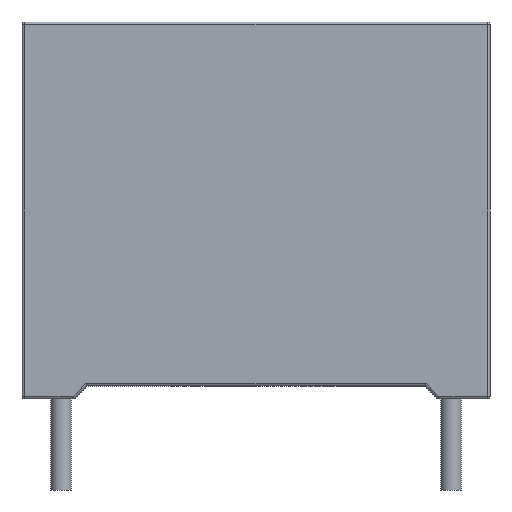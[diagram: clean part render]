
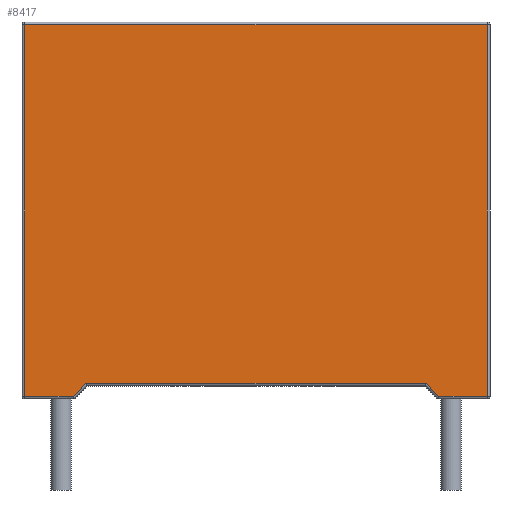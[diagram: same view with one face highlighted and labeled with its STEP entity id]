
A CAD part, front view. The second image highlights one B-rep face of the part: STEP entity #8417.
In plain terms, the highlighted planar face has unit normal (0, -1, 0).
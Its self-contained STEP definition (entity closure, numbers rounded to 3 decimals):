
#148 = CARTESIAN_POINT ( 'NONE',  ( -8.9, 0., 0. ) ) ;
#156 = EDGE_CURVE ( 'NONE', #5361, #9403, #3593, .T. ) ;
#175 = AXIS2_PLACEMENT_3D ( 'NONE', #2955, #10097, #7059 ) ;
#448 = ORIENTED_EDGE ( 'NONE', *, *, #3146, .T. ) ;
#741 = EDGE_CURVE ( 'NONE', #9067, #4008, #13096, .T. ) ;
#1522 = DIRECTION ( 'NONE',  ( -1., 0., 0. ) ) ;
#1906 = VERTEX_POINT ( 'NONE', #8436 ) ;
#1946 = VECTOR ( 'NONE', #2947, 1000. ) ;
#2437 = CARTESIAN_POINT ( 'NONE',  ( 0., 0., -6.65 ) ) ;
#2480 = EDGE_LOOP ( 'NONE', ( #5241, #4715, #9590, #6452, #448, #12089, #9343, #12181 ) ) ;
#2947 = DIRECTION ( 'NONE',  ( 0.7, 0., -0.714 ) ) ;
#2955 = CARTESIAN_POINT ( 'NONE',  ( 0., 0., 0. ) ) ;
#3146 = EDGE_CURVE ( 'NONE', #1906, #9067, #7546, .T. ) ;
#3222 = LINE ( 'NONE', #6527, #3673 ) ;
#3593 = LINE ( 'NONE', #12081, #7973 ) ;
#3673 = VECTOR ( 'NONE', #11786, 1000. ) ;
#4008 = VERTEX_POINT ( 'NONE', #5942 ) ;
#4201 = LINE ( 'NONE', #148, #7755 ) ;
#4466 = EDGE_CURVE ( 'NONE', #4008, #9713, #3222, .T. ) ;
#4715 = ORIENTED_EDGE ( 'NONE', *, *, #5438, .T. ) ;
#5241 = ORIENTED_EDGE ( 'NONE', *, *, #156, .T. ) ;
#5361 = VERTEX_POINT ( 'NONE', #7777 ) ;
#5438 = EDGE_CURVE ( 'NONE', #9403, #12334, #4201, .T. ) ;
#5442 = EDGE_CURVE ( 'NONE', #9713, #5361, #10292, .T. ) ;
#5792 = CARTESIAN_POINT ( 'NONE',  ( -0.013, 0., 0.013 ) ) ;
#5942 = CARTESIAN_POINT ( 'NONE',  ( 7.032, 0., -7.15 ) ) ;
#6042 = CARTESIAN_POINT ( 'NONE',  ( 0., 0., -7.15 ) ) ;
#6091 = DIRECTION ( 'NONE',  ( 0., 0., -1. ) ) ;
#6452 = ORIENTED_EDGE ( 'NONE', *, *, #10852, .T. ) ;
#6527 = CARTESIAN_POINT ( 'NONE',  ( 0., 0., -7.15 ) ) ;
#7059 = DIRECTION ( 'NONE',  ( 0., 0., 1. ) ) ;
#7546 = LINE ( 'NONE', #2437, #12700 ) ;
#7616 = DIRECTION ( 'NONE',  ( 1., 0., 0. ) ) ;
#7668 = EDGE_CURVE ( 'NONE', #12334, #12868, #9320, .T. ) ;
#7755 = VECTOR ( 'NONE', #6091, 1000. ) ;
#7777 = CARTESIAN_POINT ( 'NONE',  ( 8.9, 0., 7.15 ) ) ;
#7893 = VECTOR ( 'NONE', #10162, 1000. ) ;
#7973 = VECTOR ( 'NONE', #1522, 1000. ) ;
#8008 = LINE ( 'NONE', #5792, #9982 ) ;
#8034 = CARTESIAN_POINT ( 'NONE',  ( 6.542, 0., -6.65 ) ) ;
#8308 = DIRECTION ( 'NONE',  ( 0., 0., 1. ) ) ;
#8417 = ADVANCED_FACE ( 'NONE', ( #9885 ), #12000, .F. ) ;
#8436 = CARTESIAN_POINT ( 'NONE',  ( -6.542, 0., -6.65 ) ) ;
#9067 = VERTEX_POINT ( 'NONE', #8034 ) ;
#9307 = CARTESIAN_POINT ( 'NONE',  ( 8.9, 0., 0. ) ) ;
#9320 = LINE ( 'NONE', #6042, #7893 ) ;
#9343 = ORIENTED_EDGE ( 'NONE', *, *, #4466, .T. ) ;
#9403 = VERTEX_POINT ( 'NONE', #11855 ) ;
#9590 = ORIENTED_EDGE ( 'NONE', *, *, #7668, .T. ) ;
#9713 = VERTEX_POINT ( 'NONE', #9770 ) ;
#9770 = CARTESIAN_POINT ( 'NONE',  ( 8.9, 0., -7.15 ) ) ;
#9885 = FACE_OUTER_BOUND ( 'NONE', #2480, .T. ) ;
#9971 = DIRECTION ( 'NONE',  ( 0.7, 0., 0.714 ) ) ;
#9982 = VECTOR ( 'NONE', #9971, 1000. ) ;
#10097 = DIRECTION ( 'NONE',  ( 0., 1., 0. ) ) ;
#10162 = DIRECTION ( 'NONE',  ( 1., 0., 0. ) ) ;
#10292 = LINE ( 'NONE', #9307, #11209 ) ;
#10852 = EDGE_CURVE ( 'NONE', #12868, #1906, #8008, .T. ) ;
#11098 = CARTESIAN_POINT ( 'NONE',  ( 0.013, 0., 0.013 ) ) ;
#11209 = VECTOR ( 'NONE', #8308, 1000. ) ;
#11786 = DIRECTION ( 'NONE',  ( 1., 0., 0. ) ) ;
#11855 = CARTESIAN_POINT ( 'NONE',  ( -8.9, 0., 7.15 ) ) ;
#12000 = PLANE ( 'NONE',  #175 ) ;
#12081 = CARTESIAN_POINT ( 'NONE',  ( 0., 0., 7.15 ) ) ;
#12089 = ORIENTED_EDGE ( 'NONE', *, *, #741, .T. ) ;
#12181 = ORIENTED_EDGE ( 'NONE', *, *, #5442, .T. ) ;
#12334 = VERTEX_POINT ( 'NONE', #12995 ) ;
#12700 = VECTOR ( 'NONE', #7616, 1000. ) ;
#12837 = CARTESIAN_POINT ( 'NONE',  ( -7.032, 0., -7.15 ) ) ;
#12868 = VERTEX_POINT ( 'NONE', #12837 ) ;
#12995 = CARTESIAN_POINT ( 'NONE',  ( -8.9, 0., -7.15 ) ) ;
#13096 = LINE ( 'NONE', #11098, #1946 ) ;
